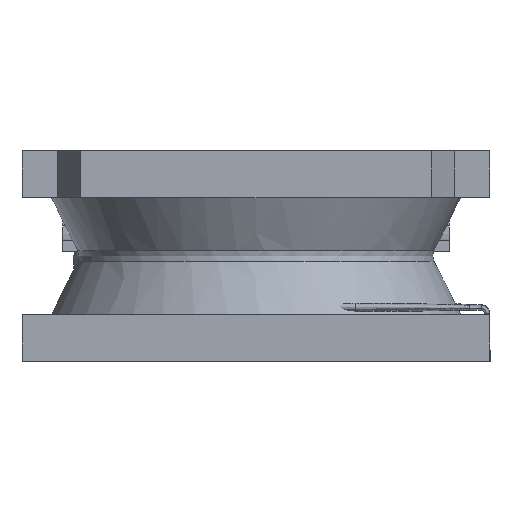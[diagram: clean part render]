
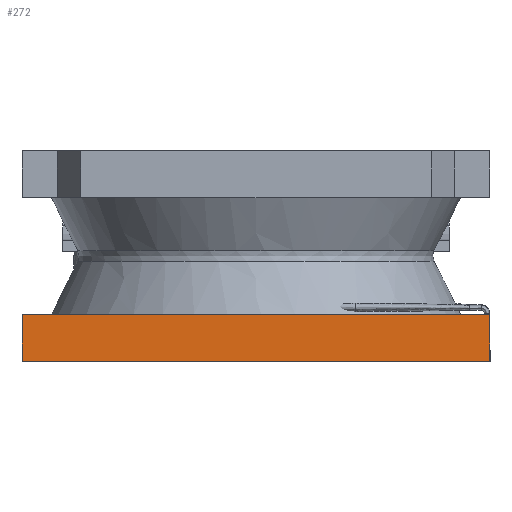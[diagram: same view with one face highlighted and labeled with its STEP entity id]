
A CAD part, left-side view. The second image highlights one B-rep face of the part: STEP entity #272.
In plain terms, the highlighted planar face has unit normal (-1, 0, 0).
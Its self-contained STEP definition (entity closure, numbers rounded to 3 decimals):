
#272 = ADVANCED_FACE( '', ( #651 ), #652, .F. );
#651 = FACE_OUTER_BOUND( '', #1896, .T. );
#652 = PLANE( '', #1897 );
#1896 = EDGE_LOOP( '', ( #3345, #3346, #3347, #3348 ) );
#1897 = AXIS2_PLACEMENT_3D( '', #3349, #3350, #3351 );
#3345 = ORIENTED_EDGE( '', *, *, #4677, .T. );
#3346 = ORIENTED_EDGE( '', *, *, #4679, .F. );
#3347 = ORIENTED_EDGE( '', *, *, #4577, .F. );
#3348 = ORIENTED_EDGE( '', *, *, #4545, .T. );
#3349 = CARTESIAN_POINT( '', ( -2., -2., -0.9 ) );
#3350 = DIRECTION( '', ( 1., 0., 0. ) );
#3351 = DIRECTION( '', ( 0., 0., -1. ) );
#4545 = EDGE_CURVE( '', #5105, #5103, #5106, .T. );
#4577 = EDGE_CURVE( '', #5105, #5157, #5158, .T. );
#4677 = EDGE_CURVE( '', #5103, #5320, #5322, .T. );
#4679 = EDGE_CURVE( '', #5157, #5320, #5324, .T. );
#5103 = VERTEX_POINT( '', #5919 );
#5105 = VERTEX_POINT( '', #5922 );
#5106 = LINE( '', #5923, #5924 );
#5157 = VERTEX_POINT( '', #6029 );
#5158 = LINE( '', #6030, #6031 );
#5320 = VERTEX_POINT( '', #6625 );
#5322 = LINE( '', #6628, #6629 );
#5324 = LINE( '', #6631, #6632 );
#5919 = CARTESIAN_POINT( '', ( -2., -2., -0.5 ) );
#5922 = CARTESIAN_POINT( '', ( -2., -2., -0.9 ) );
#5923 = CARTESIAN_POINT( '', ( -2., -2., -0.9 ) );
#5924 = VECTOR( '', #7942, 1000. );
#6029 = CARTESIAN_POINT( '', ( -2., 2., -0.9 ) );
#6030 = CARTESIAN_POINT( '', ( -2., -2., -0.9 ) );
#6031 = VECTOR( '', #7966, 1000. );
#6625 = CARTESIAN_POINT( '', ( -2., 2., -0.5 ) );
#6628 = CARTESIAN_POINT( '', ( -2., -2., -0.5 ) );
#6629 = VECTOR( '', #8025, 1000. );
#6631 = CARTESIAN_POINT( '', ( -2., 2., -0.9 ) );
#6632 = VECTOR( '', #8026, 1000. );
#7942 = DIRECTION( '', ( 0., 0., 1. ) );
#7966 = DIRECTION( '', ( 0., 1., 0. ) );
#8025 = DIRECTION( '', ( 0., 1., 0. ) );
#8026 = DIRECTION( '', ( 0., 0., 1. ) );
